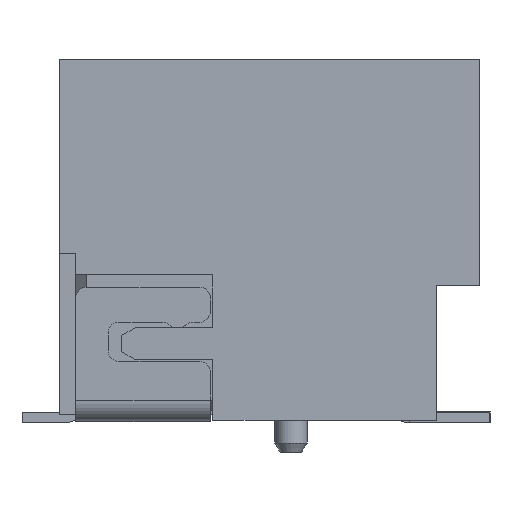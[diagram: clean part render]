
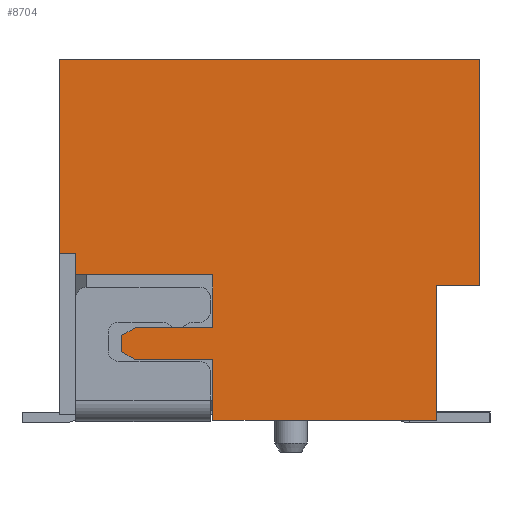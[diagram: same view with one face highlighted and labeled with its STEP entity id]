
A CAD part, left-side view. The second image highlights one B-rep face of the part: STEP entity #8704.
In plain terms, the highlighted planar face has unit normal (-1, 0, 0).
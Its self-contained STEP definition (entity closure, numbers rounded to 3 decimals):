
#201=CARTESIAN_POINT('',(-10.5,7.,6.7));
#202=VERTEX_POINT('',#201);
#203=CARTESIAN_POINT('',(-10.5,-0.8,6.7));
#204=VERTEX_POINT('',#203);
#205=CARTESIAN_POINT('',(-10.5,7.,6.7));
#206=DIRECTION('',(0.,-1.,0.));
#207=VECTOR('',#206,7.8);
#208=LINE('',#205,#207);
#209=EDGE_CURVE('',#202,#204,#208,.T.);
#415=CARTESIAN_POINT('',(-10.5,0.,2.5));
#416=VERTEX_POINT('',#415);
#433=CARTESIAN_POINT('',(-10.5,-0.8,2.5));
#434=VERTEX_POINT('',#433);
#441=CARTESIAN_POINT('',(-10.5,-0.8,2.5));
#442=DIRECTION('',(0.,1.,0.));
#443=VECTOR('',#442,0.8);
#444=LINE('',#441,#443);
#445=EDGE_CURVE('',#434,#416,#444,.T.);
#455=CARTESIAN_POINT('',(-10.5,-0.8,6.7));
#456=DIRECTION('',(0.,0.,-1.));
#457=VECTOR('',#456,4.2);
#458=LINE('',#455,#457);
#459=EDGE_CURVE('',#204,#434,#458,.T.);
#7015=CARTESIAN_POINT('',(-10.5,4.15,0.));
#7016=VERTEX_POINT('',#7015);
#7023=CARTESIAN_POINT('',(-10.5,4.15,1.12));
#7024=VERTEX_POINT('',#7023);
#7025=CARTESIAN_POINT('',(-10.5,4.15,0.));
#7026=DIRECTION('',(0.,0.,1.));
#7027=VECTOR('',#7026,1.12);
#7028=LINE('',#7025,#7027);
#7029=EDGE_CURVE('',#7016,#7024,#7028,.T.);
#7053=CARTESIAN_POINT('',(-10.5,4.15,2.7));
#7054=VERTEX_POINT('',#7053);
#7071=CARTESIAN_POINT('',(-10.5,4.15,1.72));
#7072=VERTEX_POINT('',#7071);
#7079=CARTESIAN_POINT('',(-10.5,4.15,1.72));
#7080=DIRECTION('',(0.,0.,1.));
#7081=VECTOR('',#7080,0.98);
#7082=LINE('',#7079,#7081);
#7083=EDGE_CURVE('',#7072,#7054,#7082,.T.);
#7693=CARTESIAN_POINT('',(-10.5,5.59,1.12));
#7694=VERTEX_POINT('',#7693);
#7695=CARTESIAN_POINT('',(-10.5,4.15,1.12));
#7696=DIRECTION('',(0.,1.,0.));
#7697=VECTOR('',#7696,1.44);
#7698=LINE('',#7695,#7697);
#7699=EDGE_CURVE('',#7024,#7694,#7698,.T.);
#7723=CARTESIAN_POINT('',(-10.5,5.85,1.27));
#7724=VERTEX_POINT('',#7723);
#7725=CARTESIAN_POINT('',(-10.5,5.85,1.57));
#7726=VERTEX_POINT('',#7725);
#7727=CARTESIAN_POINT('',(-10.5,5.85,1.27));
#7728=DIRECTION('',(0.,0.,1.));
#7729=VECTOR('',#7728,0.3);
#7730=LINE('',#7727,#7729);
#7731=EDGE_CURVE('',#7724,#7726,#7730,.T.);
#8051=CARTESIAN_POINT('',(-10.5,5.59,1.72));
#8052=VERTEX_POINT('',#8051);
#8053=CARTESIAN_POINT('',(-10.5,5.85,1.57));
#8054=DIRECTION('',(0.,-0.866,0.5));
#8055=VECTOR('',#8054,0.3);
#8056=LINE('',#8053,#8055);
#8057=EDGE_CURVE('',#7726,#8052,#8056,.T.);
#8082=CARTESIAN_POINT('',(-10.5,5.59,1.12));
#8083=DIRECTION('',(0.,0.866,0.5));
#8084=VECTOR('',#8083,0.3);
#8085=LINE('',#8082,#8084);
#8086=EDGE_CURVE('',#7694,#7724,#8085,.T.);
#8158=CARTESIAN_POINT('',(-10.5,6.7,2.7));
#8159=VERTEX_POINT('',#8158);
#8160=CARTESIAN_POINT('',(-10.5,4.15,2.7));
#8161=DIRECTION('',(0.,1.,0.));
#8162=VECTOR('',#8161,2.55);
#8163=LINE('',#8160,#8162);
#8164=EDGE_CURVE('',#7054,#8159,#8163,.T.);
#8619=CARTESIAN_POINT('',(-10.5,6.7,3.1));
#8620=VERTEX_POINT('',#8619);
#8627=CARTESIAN_POINT('',(-10.5,7.,3.1));
#8628=VERTEX_POINT('',#8627);
#8629=CARTESIAN_POINT('',(-10.5,6.7,3.1));
#8630=DIRECTION('',(0.,1.,0.));
#8631=VECTOR('',#8630,0.3);
#8632=LINE('',#8629,#8631);
#8633=EDGE_CURVE('',#8620,#8628,#8632,.T.);
#8654=CARTESIAN_POINT('',(-10.5,3.1,3.35));
#8655=DIRECTION('',(0.,-1.,0.));
#8656=DIRECTION('',(-1.,0.,0.));
#8657=AXIS2_PLACEMENT_3D('',#8654,#8656,#8655);
#8658=PLANE('',#8657);
#8659=CARTESIAN_POINT('',(-10.5,0.,0.));
#8660=VERTEX_POINT('',#8659);
#8661=CARTESIAN_POINT('',(-10.5,0.,0.));
#8662=DIRECTION('',(0.,0.,1.));
#8663=VECTOR('',#8662,2.5);
#8664=LINE('',#8661,#8663);
#8665=EDGE_CURVE('',#8660,#416,#8664,.T.);
#8666=ORIENTED_EDGE('',*,*,#8665,.T.);
#8667=ORIENTED_EDGE('',*,*,#445,.F.);
#8668=ORIENTED_EDGE('',*,*,#459,.F.);
#8669=ORIENTED_EDGE('',*,*,#209,.F.);
#8670=CARTESIAN_POINT('',(-10.5,7.,6.7));
#8671=DIRECTION('',(0.,0.,-1.));
#8672=VECTOR('',#8671,3.6);
#8673=LINE('',#8670,#8672);
#8674=EDGE_CURVE('',#202,#8628,#8673,.T.);
#8675=ORIENTED_EDGE('',*,*,#8674,.T.);
#8676=ORIENTED_EDGE('',*,*,#8633,.F.);
#8677=CARTESIAN_POINT('',(-10.5,6.7,3.1));
#8678=DIRECTION('',(0.,0.,-1.));
#8679=VECTOR('',#8678,0.4);
#8680=LINE('',#8677,#8679);
#8681=EDGE_CURVE('',#8620,#8159,#8680,.T.);
#8682=ORIENTED_EDGE('',*,*,#8681,.T.);
#8683=ORIENTED_EDGE('',*,*,#8164,.F.);
#8684=ORIENTED_EDGE('',*,*,#7083,.F.);
#8685=CARTESIAN_POINT('',(-10.5,4.15,1.72));
#8686=DIRECTION('',(0.,1.,0.));
#8687=VECTOR('',#8686,1.44);
#8688=LINE('',#8685,#8687);
#8689=EDGE_CURVE('',#7072,#8052,#8688,.T.);
#8690=ORIENTED_EDGE('',*,*,#8689,.T.);
#8691=ORIENTED_EDGE('',*,*,#8057,.F.);
#8692=ORIENTED_EDGE('',*,*,#7731,.F.);
#8693=ORIENTED_EDGE('',*,*,#8086,.F.);
#8694=ORIENTED_EDGE('',*,*,#7699,.F.);
#8695=ORIENTED_EDGE('',*,*,#7029,.F.);
#8696=CARTESIAN_POINT('',(-10.5,4.15,0.));
#8697=DIRECTION('',(0.,-1.,0.));
#8698=VECTOR('',#8697,4.15);
#8699=LINE('',#8696,#8698);
#8700=EDGE_CURVE('',#7016,#8660,#8699,.T.);
#8701=ORIENTED_EDGE('',*,*,#8700,.T.);
#8702=EDGE_LOOP('',(#8666,#8667,#8668,#8669,#8675,#8676,#8682,#8683,#8684,#8690,#8691,#8692,#8693,#8694,#8695,#8701));
#8703=FACE_OUTER_BOUND('',#8702,.T.);
#8704=ADVANCED_FACE('',(#8703),#8658,.T.);
